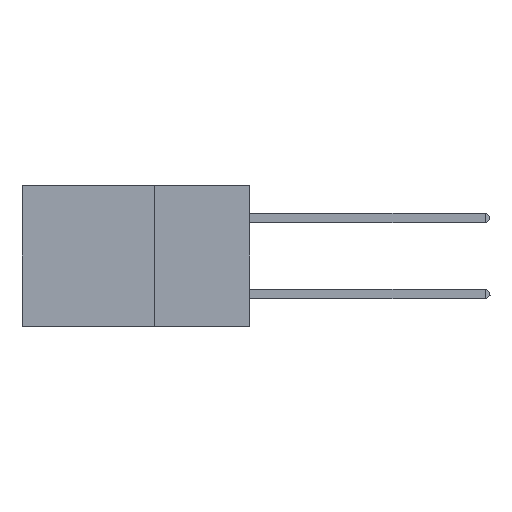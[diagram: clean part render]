
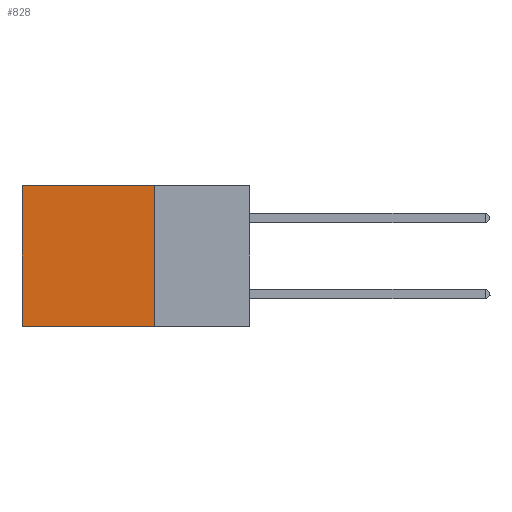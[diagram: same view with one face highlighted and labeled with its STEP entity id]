
A CAD part, left-side view. The second image highlights one B-rep face of the part: STEP entity #828.
In plain terms, the highlighted planar face has unit normal (-1, 0, 0).
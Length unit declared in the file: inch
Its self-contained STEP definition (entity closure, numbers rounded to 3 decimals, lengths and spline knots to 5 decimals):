
#828 = ADVANCED_FACE ( 'NONE', ( #3158 ), #14717, .F. ) ;
#1126 = EDGE_CURVE ( 'NONE', #8806, #6506, #10092, .T. ) ;
#1219 = EDGE_LOOP ( 'NONE', ( #27448, #12322, #9082, #6183 ) ) ;
#1951 = VECTOR ( 'NONE', #13520, 39.37008 ) ;
#2640 = CARTESIAN_POINT ( 'NONE',  ( 0.2875, 0.25, -0.37 ) ) ;
#3158 = FACE_OUTER_BOUND ( 'NONE', #1219, .T. ) ;
#5157 = VERTEX_POINT ( 'NONE', #16942 ) ;
#6183 = ORIENTED_EDGE ( 'NONE', *, *, #16128, .T. ) ;
#6331 = CARTESIAN_POINT ( 'NONE',  ( 0.2875, 0.25, 0. ) ) ;
#6506 = VERTEX_POINT ( 'NONE', #2640 ) ;
#8806 = VERTEX_POINT ( 'NONE', #17864 ) ;
#9082 = ORIENTED_EDGE ( 'NONE', *, *, #1126, .F. ) ;
#10092 = LINE ( 'NONE', #18822, #26304 ) ;
#12322 = ORIENTED_EDGE ( 'NONE', *, *, #27614, .F. ) ;
#12430 = DIRECTION ( 'NONE',  ( 1., 0., 0. ) ) ;
#13424 = CARTESIAN_POINT ( 'NONE',  ( 0.2875, 0.25, 0. ) ) ;
#13520 = DIRECTION ( 'NONE',  ( 0., 1., 0. ) ) ;
#13871 = VECTOR ( 'NONE', #14682, 39.37008 ) ;
#13885 = AXIS2_PLACEMENT_3D ( 'NONE', #6331, #12430, #22830 ) ;
#14630 = CARTESIAN_POINT ( 'NONE',  ( 0.2875, 0.25, -0.37 ) ) ;
#14682 = DIRECTION ( 'NONE',  ( 0., 0., -1. ) ) ;
#14717 = PLANE ( 'NONE',  #13885 ) ;
#15687 = VERTEX_POINT ( 'NONE', #26976 ) ;
#16128 = EDGE_CURVE ( 'NONE', #8806, #5157, #16673, .T. ) ;
#16673 = LINE ( 'NONE', #13424, #1951 ) ;
#16942 = CARTESIAN_POINT ( 'NONE',  ( 0.2875, 0.6, 0. ) ) ;
#17816 = VECTOR ( 'NONE', #27341, 39.37008 ) ;
#17864 = CARTESIAN_POINT ( 'NONE',  ( 0.2875, 0.25, 0. ) ) ;
#18483 = EDGE_CURVE ( 'NONE', #5157, #15687, #24982, .T. ) ;
#18822 = CARTESIAN_POINT ( 'NONE',  ( 0.2875, 0.25, 0. ) ) ;
#20913 = CARTESIAN_POINT ( 'NONE',  ( 0.2875, 0.6, 0. ) ) ;
#22830 = DIRECTION ( 'NONE',  ( 0., 0., -1. ) ) ;
#22887 = DIRECTION ( 'NONE',  ( 0., 0., -1. ) ) ;
#23524 = LINE ( 'NONE', #14630, #17816 ) ;
#24982 = LINE ( 'NONE', #20913, #13871 ) ;
#26304 = VECTOR ( 'NONE', #22887, 39.37008 ) ;
#26976 = CARTESIAN_POINT ( 'NONE',  ( 0.2875, 0.6, -0.37 ) ) ;
#27341 = DIRECTION ( 'NONE',  ( 0., 1., 0. ) ) ;
#27448 = ORIENTED_EDGE ( 'NONE', *, *, #18483, .T. ) ;
#27614 = EDGE_CURVE ( 'NONE', #6506, #15687, #23524, .T. ) ;
